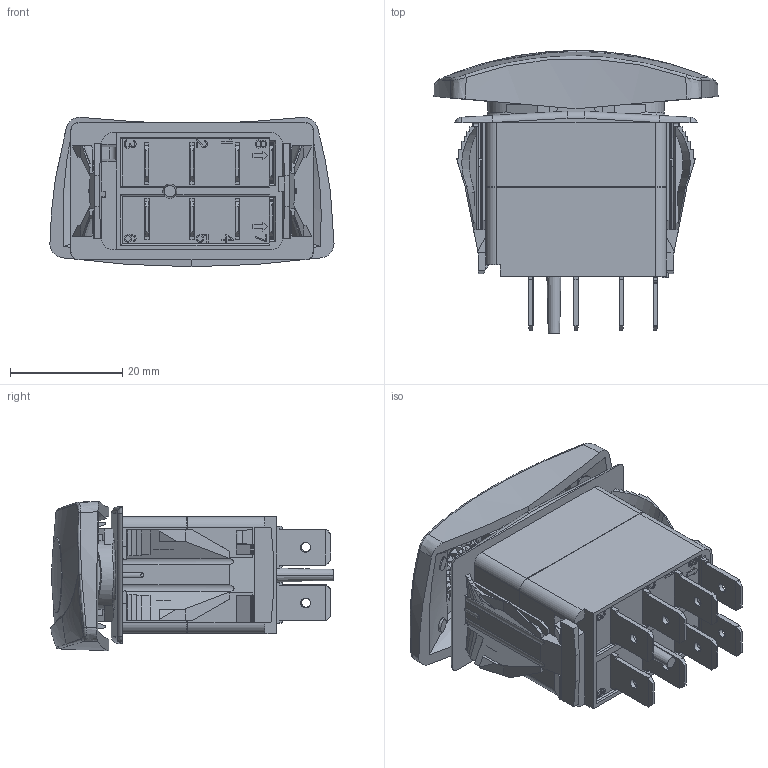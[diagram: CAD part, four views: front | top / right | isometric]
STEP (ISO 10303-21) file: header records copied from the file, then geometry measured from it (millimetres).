
FILE_DESCRIPTION((''),'2;1');
FILE_NAME('VJD1DTTC-F9C00-000_SW0001','2011-09-04T',('leads.cao'),(''),'PRO/ENGINEER BY PARAMETRIC TECHNOLOGY CORPORATION, 2010280','PRO/ENGINEER BY PARAMETRIC TECHNOLOGY CORPORATION, 2010280','');
FILE_SCHEMA(('CONFIG_CONTROL_DESIGN'));
Products named in the file (1): VJD1DTTC-F9C00-000_SW0001
Bounding box: 50.64 x 50.48 x 26.62 mm (x, y, z)
Volume: 14855.2 mm3; surface area: 17598.5 mm2
Topology: 1 solids, 1 shells, 2348 faces, 5979 edges, 3617 vertices
Faces by surface type: plane 1652, cone 304, cylinder 219, bspline 98, extrusion 67, torus 8
Entity records: 77885 total; most frequent: CARTESIAN_POINT 24154, ORIENTED_EDGE 11874, DIRECTION 9725, EDGE_CURVE 5937, VECTOR 4169, LINE 4102, VERTEX_POINT 3735, AXIS2_PLACEMENT_3D 2778
